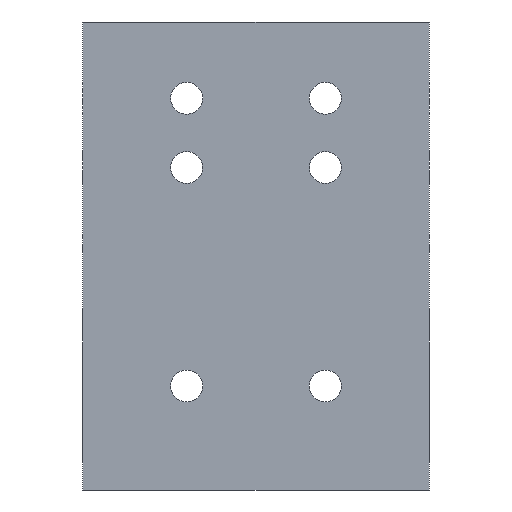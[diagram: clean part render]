
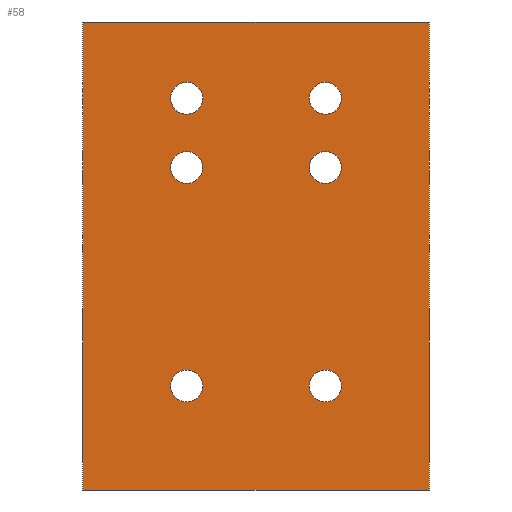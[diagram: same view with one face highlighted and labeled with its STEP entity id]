
A CAD part, left-side view. The second image highlights one B-rep face of the part: STEP entity #58.
In plain terms, the highlighted planar face has unit normal (-1, 0, 0).
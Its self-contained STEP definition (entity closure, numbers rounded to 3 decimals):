
#58=ADVANCED_FACE('',(#174,#176,#178,#180,#182,#184,#186),#188,.T.);
#174=FACE_BOUND('',#175,.T.);
#175=EDGE_LOOP('',(#817,#818,#819,#820));
#176=FACE_BOUND('',#177,.T.);
#177=EDGE_LOOP('',(#821));
#178=FACE_BOUND('',#179,.T.);
#179=EDGE_LOOP('',(#822));
#180=FACE_BOUND('',#181,.T.);
#181=EDGE_LOOP('',(#823));
#182=FACE_BOUND('',#183,.T.);
#183=EDGE_LOOP('',(#824));
#184=FACE_BOUND('',#185,.T.);
#185=EDGE_LOOP('',(#825));
#186=FACE_BOUND('',#187,.T.);
#187=EDGE_LOOP('',(#826));
#188=PLANE('',#189);
#189=AXIS2_PLACEMENT_3D('',#190,#191,#192);
#190=CARTESIAN_POINT('',(-13.5,-20.,-10.2));
#191=DIRECTION('',(-1.,0.,0.));
#192=DIRECTION('',(0.,-1.,0.));
#817=ORIENTED_EDGE('',*,*,#1193,.F.);
#818=ORIENTED_EDGE('',*,*,#1149,.F.);
#819=ORIENTED_EDGE('',*,*,#1194,.F.);
#820=ORIENTED_EDGE('',*,*,#1170,.F.);
#821=ORIENTED_EDGE('',*,*,#1195,.F.);
#822=ORIENTED_EDGE('',*,*,#1196,.F.);
#823=ORIENTED_EDGE('',*,*,#1197,.F.);
#824=ORIENTED_EDGE('',*,*,#1198,.F.);
#825=ORIENTED_EDGE('',*,*,#1199,.F.);
#826=ORIENTED_EDGE('',*,*,#1200,.F.);
#1149=EDGE_CURVE('',#1345,#1346,#1347,.T.);
#1170=EDGE_CURVE('',#1386,#1387,#1388,.T.);
#1193=EDGE_CURVE('',#1346,#1386,#1429,.T.);
#1194=EDGE_CURVE('',#1387,#1345,#1430,.T.);
#1195=EDGE_CURVE('',#1431,#1431,#1432,.T.);
#1196=EDGE_CURVE('',#1433,#1433,#1434,.T.);
#1197=EDGE_CURVE('',#1435,#1435,#1436,.T.);
#1198=EDGE_CURVE('',#1437,#1437,#1438,.T.);
#1199=EDGE_CURVE('',#1439,#1439,#1440,.F.);
#1200=EDGE_CURVE('',#1441,#1441,#1442,.F.);
#1345=VERTEX_POINT('',#1685);
#1346=VERTEX_POINT('',#1686);
#1347=LINE('',#1687,#1688);
#1386=VERTEX_POINT('',#1770);
#1387=VERTEX_POINT('',#1771);
#1388=LINE('',#1772,#1773);
#1429=LINE('',#1861,#1862);
#1430=LINE('',#1864,#1865);
#1431=VERTEX_POINT('',#1867);
#1432=CIRCLE('',#1868,2.3);
#1433=VERTEX_POINT('',#1872);
#1434=CIRCLE('',#1873,2.3);
#1435=VERTEX_POINT('',#1877);
#1436=CIRCLE('',#1878,2.3);
#1437=VERTEX_POINT('',#1882);
#1438=CIRCLE('',#1883,2.3);
#1439=VERTEX_POINT('',#1887);
#1440=CIRCLE('',#1888,2.3);
#1441=VERTEX_POINT('',#1892);
#1442=CIRCLE('',#1893,2.3);
#1685=CARTESIAN_POINT('',(-13.5,15.,-27.5));
#1686=CARTESIAN_POINT('',(-13.5,15.,40.));
#1687=CARTESIAN_POINT('',(-13.5,15.,-27.5));
#1688=VECTOR('',#1689,1.);
#1689=DIRECTION('',(0.,0.,1.));
#1770=CARTESIAN_POINT('',(-13.5,-35.,40.));
#1771=CARTESIAN_POINT('',(-13.5,-35.,-27.5));
#1772=CARTESIAN_POINT('',(-13.5,-35.,40.));
#1773=VECTOR('',#1774,1.);
#1774=DIRECTION('',(0.,0.,-1.));
#1861=CARTESIAN_POINT('',(-13.5,15.,40.));
#1862=VECTOR('',#1863,1.);
#1863=DIRECTION('',(0.,-1.,0.));
#1864=CARTESIAN_POINT('',(-13.5,-35.,-27.5));
#1865=VECTOR('',#1866,1.);
#1866=DIRECTION('',(0.,1.,0.));
#1867=CARTESIAN_POINT('',(-13.5,-2.3,29.));
#1868=AXIS2_PLACEMENT_3D('',#1869,#1870,#1871);
#1869=CARTESIAN_POINT('',(-13.5,0.,29.));
#1870=DIRECTION('',(-1.,0.,0.));
#1871=DIRECTION('',(0.,-1.,0.));
#1872=CARTESIAN_POINT('',(-13.5,-2.3,19.));
#1873=AXIS2_PLACEMENT_3D('',#1874,#1875,#1876);
#1874=CARTESIAN_POINT('',(-13.5,0.,19.));
#1875=DIRECTION('',(-1.,0.,0.));
#1876=DIRECTION('',(0.,-1.,0.));
#1877=CARTESIAN_POINT('',(-13.5,-22.3,29.));
#1878=AXIS2_PLACEMENT_3D('',#1879,#1880,#1881);
#1879=CARTESIAN_POINT('',(-13.5,-20.,29.));
#1880=DIRECTION('',(-1.,0.,0.));
#1881=DIRECTION('',(0.,-1.,0.));
#1882=CARTESIAN_POINT('',(-13.5,-22.3,19.));
#1883=AXIS2_PLACEMENT_3D('',#1884,#1885,#1886);
#1884=CARTESIAN_POINT('',(-13.5,-20.,19.));
#1885=DIRECTION('',(-1.,0.,0.));
#1886=DIRECTION('',(0.,-1.,0.));
#1887=CARTESIAN_POINT('',(-13.5,-20.,-10.2));
#1888=AXIS2_PLACEMENT_3D('',#1889,#1890,#1891);
#1889=CARTESIAN_POINT('',(-13.5,-20.,-12.5));
#1890=DIRECTION('',(1.,0.,0.));
#1891=DIRECTION('',(0.,0.,1.));
#1892=CARTESIAN_POINT('',(-13.5,0.,-10.2));
#1893=AXIS2_PLACEMENT_3D('',#1894,#1895,#1896);
#1894=CARTESIAN_POINT('',(-13.5,0.,-12.5));
#1895=DIRECTION('',(1.,0.,0.));
#1896=DIRECTION('',(0.,0.,1.));
